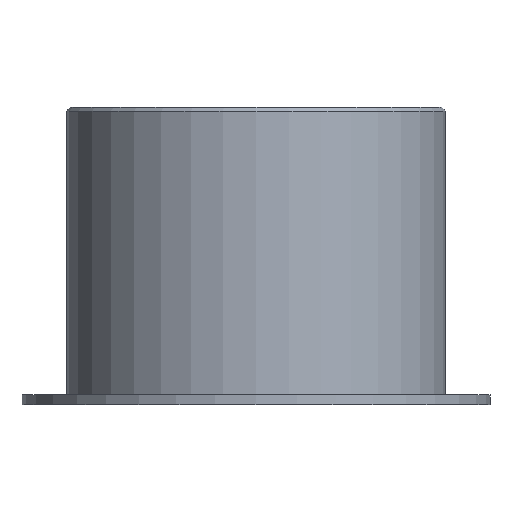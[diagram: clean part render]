
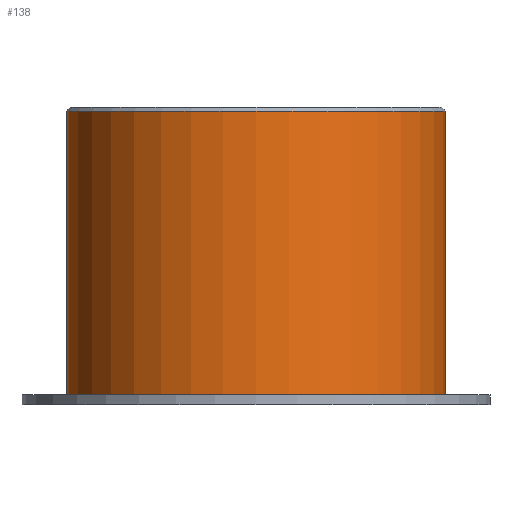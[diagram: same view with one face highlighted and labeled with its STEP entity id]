
A CAD part, front view. The second image highlights one B-rep face of the part: STEP entity #138.
In plain terms, the highlighted cylindrical face has radius 25.5 mm (diameter 51 mm), a full revolution.
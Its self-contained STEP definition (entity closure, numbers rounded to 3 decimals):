
#116=CYLINDRICAL_SURFACE('',#223,25.5);
#123=FACE_BOUND('',#157,.T.);
#124=FACE_BOUND('',#158,.T.);
#138=ADVANCED_FACE('',(#123,#124),#116,.T.);
#157=EDGE_LOOP('',(#175));
#158=EDGE_LOOP('',(#176));
#175=ORIENTED_EDGE('',*,*,#200,.F.);
#176=ORIENTED_EDGE('',*,*,#199,.T.);
#190=VERTEX_POINT('',#283);
#191=VERTEX_POINT('',#286);
#199=EDGE_CURVE('',#190,#190,#208,.T.);
#200=EDGE_CURVE('',#191,#191,#209,.T.);
#208=CIRCLE('',#220,25.5);
#209=CIRCLE('',#222,25.5);
#220=AXIS2_PLACEMENT_3D('',#282,#245,#246);
#222=AXIS2_PLACEMENT_3D('',#285,#249,#250);
#223=AXIS2_PLACEMENT_3D('',#287,#251,#252);
#245=DIRECTION('',(0.,0.,1.));
#246=DIRECTION('',(1.,0.,0.));
#249=DIRECTION('',(0.,0.,1.));
#250=DIRECTION('',(1.,0.,0.));
#251=DIRECTION('',(0.,0.,1.));
#252=DIRECTION('',(1.,0.,0.));
#282=CARTESIAN_POINT('',(0.,0.,-38.7));
#283=CARTESIAN_POINT('',(25.5,0.,-38.7));
#285=CARTESIAN_POINT('',(0.,0.,-0.5));
#286=CARTESIAN_POINT('',(25.5,0.,-0.5));
#287=CARTESIAN_POINT('',(0.,0.,-40.));
